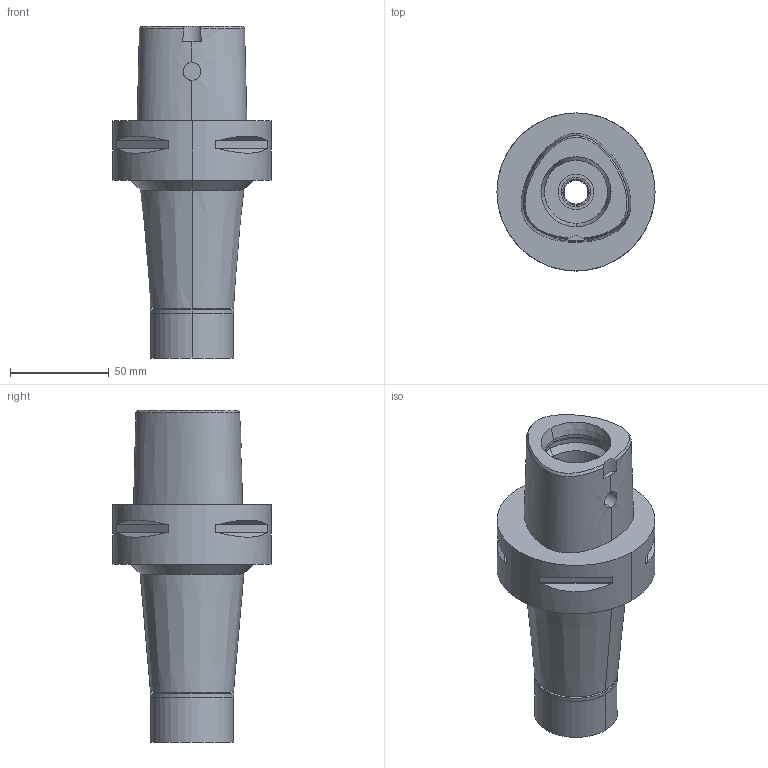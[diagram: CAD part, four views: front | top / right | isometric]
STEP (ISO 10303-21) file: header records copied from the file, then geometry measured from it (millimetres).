
FILE_DESCRIPTION((''),'2;1');
FILE_NAME('C8-MEGA13E-120-120_ASM','2019-01-23T',('ykawabe'),(''),'CREO PARAMETRIC BY PTC INC, 2016380','CREO PARAMETRIC BY PTC INC, 2016380','');
FILE_SCHEMA(('AUTOMOTIVE_DESIGN { 1 0 10303 214 1 1 1 1 }'));
Length unit declared in the file: millimetre
Products named in the file (5): C8-MEGA13E-120_1; MEC13-12AA_1; MEN13_1; DXF_TEMP_ASSY_ASM_4_ASM; C8-MEGA13E-120-120_ASM
Assembly tree (4 placements, depth 3):
  C8-MEGA13E-120-120_ASM
    DXF_TEMP_ASSY_ASM_4_ASM
      C8-MEGA13E-120_1
      MEC13-12AA_1
      MEN13_1
Bounding box: 80 x 80 x 168 mm (x, y, z)
Volume: 359689 mm3; surface area: 58622.6 mm2
Topology: 3 solids, 3 shells, 131 faces, 278 edges, 167 vertices
Faces by surface type: cylinder 53, plane 40, cone 32, bspline 4, torus 2
Entity records: 6346 total; most frequent: CARTESIAN_POINT 1746, DIRECTION 690, ORIENTED_EDGE 556, AXIS2_PLACEMENT_3D 288, PRESENTATION_STYLE_ASSIGNMENT 286, STYLED_ITEM 286, CURVE_STYLE 283, EDGE_CURVE 278
